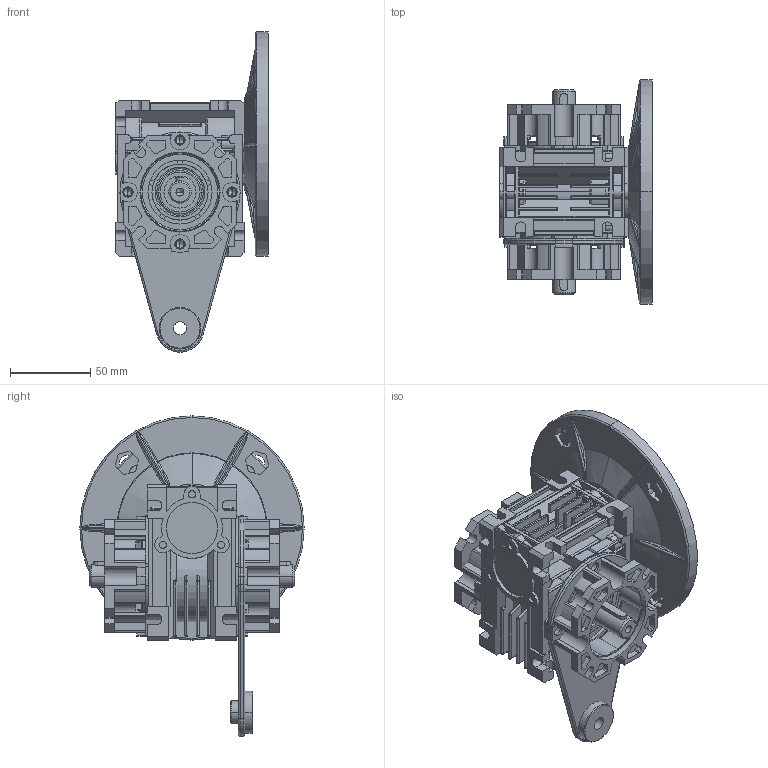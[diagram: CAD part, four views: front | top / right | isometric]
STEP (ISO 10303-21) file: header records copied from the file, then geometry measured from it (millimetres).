
FILE_DESCRIPTION (( 'STEP AP214' ), '1' );
FILE_NAME ('MK-30.STEP', '2009-04-29T08:15:00', ( 'Enginy' ), ( 'Usuario' ), 'SwSTEP 2.0', 'SolidWorks 2009', '' );
FILE_SCHEMA (( 'AUTOMOTIVE_DESIGN' ));
Length unit declared in the file: millimetre
Products named in the file (12): Eje simple MK-30; Campana MK 30; Eje doble MK-30; Brazo de reaccion MK-30; Cuerpo MK 30; MK-30; Brida motor 63 B5 (MK-30); Brida motor 56 B14 (MK-30); Brida motor 56 B5 (MK-30); RETEN MK 30; EJE HUECO MK 30; Brida motor 63 B14 (MK-30)
Assembly tree (13 placements, depth 2):
  MK-30
    EJE HUECO MK 30
    RETEN MK 30  x2
    Brida motor 63 B14 (MK-30)
    Campana MK 30  x2
    Eje simple MK-30
    Cuerpo MK 30
    Brida motor 56 B14 (MK-30)
    Brida motor 63 B5 (MK-30)
    Brazo de reaccion MK-30
    Eje doble MK-30
    Brida motor 56 B5 (MK-30)
Bounding box: 95 x 140 x 199.94 mm (x, y, z)
Volume: 573174.5 mm3; surface area: 256582.4 mm2
Topology: 15 solids, 15 shells, 2247 faces, 6009 edges, 3729 vertices
Faces by surface type: cylinder 986, plane 906, bspline 132, torus 101, cone 80, sphere 42
Entity records: 80649 total; most frequent: CARTESIAN_POINT 18036, ORIENTED_EDGE 9842, DIRECTION 9769, EDGE_CURVE 4921, AXIS2_PLACEMENT_3D 3623, VERTEX_POINT 3089, VECTOR 2523, LINE 2523
